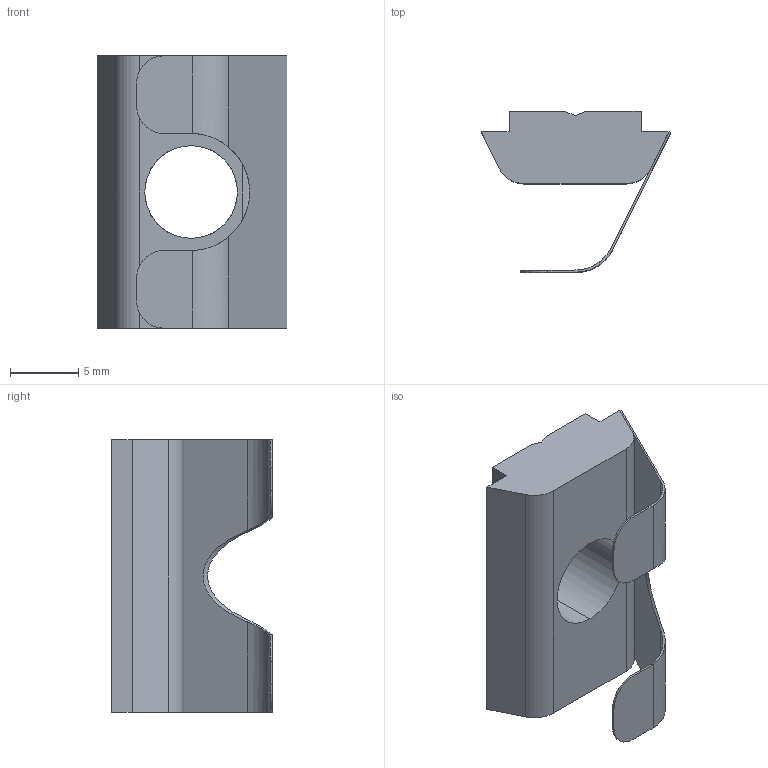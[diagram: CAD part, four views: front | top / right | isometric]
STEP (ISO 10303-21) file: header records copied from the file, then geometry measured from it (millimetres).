
FILE_DESCRIPTION (( 'STEP AP214' ), '1' );
FILE_NAME ('AL-2A11.A41A.01 Ñóõàðü ïàçîâûé ñ ôèêñàòîðîì Ïàç 10 20ìì Ì8.STEP', '2022-04-26T07:58:59', ( '' ), ( '' ), 'SwSTEP 2.0', 'SolidWorks 2021', '' );
FILE_SCHEMA (( 'AUTOMOTIVE_DESIGN' ));
Length unit declared in the file: millimetre
Products named in the file (1): AL-2A11.A41A.01 Ñóõàðü ïàçîâûé ñ ôèêñàòîðîì Ïàç 10 20ìì Ì8
Bounding box: 13.93 x 11.8 x 20 mm (x, y, z)
Volume: 1029.3 mm3; surface area: 1383.9 mm2
Topology: 2 solids, 2 shells, 41 faces, 112 edges, 74 vertices
Faces by surface type: plane 28, cylinder 13
Entity records: 1403 total; most frequent: CARTESIAN_POINT 294, ORIENTED_EDGE 224, DIRECTION 210, EDGE_CURVE 112, LINE 78, VECTOR 78, VERTEX_POINT 74, AXIS2_PLACEMENT_3D 66
